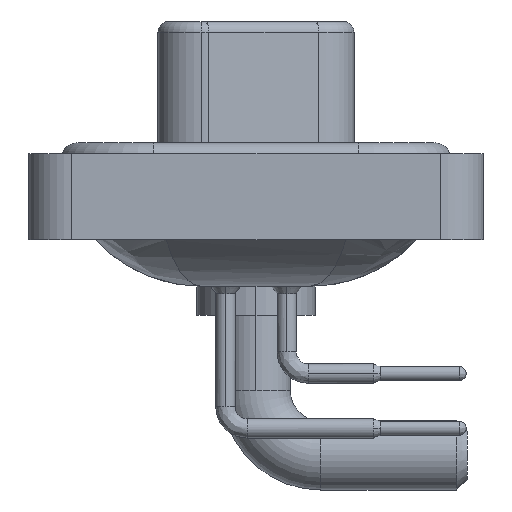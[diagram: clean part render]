
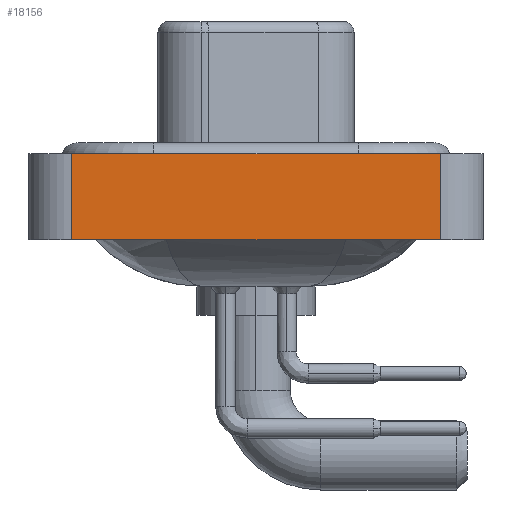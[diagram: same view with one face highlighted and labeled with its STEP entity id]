
A CAD part, left-side view. The second image highlights one B-rep face of the part: STEP entity #18156.
In plain terms, the highlighted planar face has unit normal (-1, 0, 0).
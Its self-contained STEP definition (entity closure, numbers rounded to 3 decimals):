
#1049 = ORIENTED_EDGE ( 'NONE', *, *, #13681, .T. ) ;
#1201 = CARTESIAN_POINT ( 'NONE',  ( -7.35, 8.55, 0.4 ) ) ;
#3122 = VECTOR ( 'NONE', #8565, 1000. ) ;
#3632 = CARTESIAN_POINT ( 'NONE',  ( -7.35, -8.55, -3.6 ) ) ;
#3916 = EDGE_LOOP ( 'NONE', ( #15390, #24022, #6563, #1049 ) ) ;
#6033 = DIRECTION ( 'NONE',  ( 0., -1., 0. ) ) ;
#6563 = ORIENTED_EDGE ( 'NONE', *, *, #10427, .F. ) ;
#7602 = VECTOR ( 'NONE', #16478, 1000. ) ;
#7740 = PLANE ( 'NONE',  #21837 ) ;
#8565 = DIRECTION ( 'NONE',  ( 0., 0., 1. ) ) ;
#9830 = VERTEX_POINT ( 'NONE', #14306 ) ;
#10427 = EDGE_CURVE ( 'NONE', #19771, #14120, #19061, .T. ) ;
#11926 = EDGE_CURVE ( 'NONE', #14120, #9830, #20971, .T. ) ;
#11944 = FACE_OUTER_BOUND ( 'NONE', #3916, .T. ) ;
#12463 = LINE ( 'NONE', #3632, #3122 ) ;
#13310 = CARTESIAN_POINT ( 'NONE',  ( -7.35, -8.55, -3.6 ) ) ;
#13681 = EDGE_CURVE ( 'NONE', #19771, #25970, #26558, .T. ) ;
#14120 = VERTEX_POINT ( 'NONE', #1201 ) ;
#14306 = CARTESIAN_POINT ( 'NONE',  ( -7.35, -8.55, 0.4 ) ) ;
#14881 = CARTESIAN_POINT ( 'NONE',  ( -7.35, -8.55, -3.6 ) ) ;
#15390 = ORIENTED_EDGE ( 'NONE', *, *, #28593, .T. ) ;
#16478 = DIRECTION ( 'NONE',  ( 0., -1., 0. ) ) ;
#17303 = VECTOR ( 'NONE', #6033, 1000. ) ;
#17558 = VECTOR ( 'NONE', #23716, 1000. ) ;
#18156 = ADVANCED_FACE ( 'NONE', ( #11944 ), #7740, .T. ) ;
#18730 = CARTESIAN_POINT ( 'NONE',  ( -7.35, -8.55, 0.4 ) ) ;
#19061 = LINE ( 'NONE', #25950, #17558 ) ;
#19771 = VERTEX_POINT ( 'NONE', #20915 ) ;
#20915 = CARTESIAN_POINT ( 'NONE',  ( -7.35, 8.55, -3.6 ) ) ;
#20971 = LINE ( 'NONE', #18730, #7602 ) ;
#21077 = DIRECTION ( 'NONE',  ( 0., 0., 1. ) ) ;
#21837 = AXIS2_PLACEMENT_3D ( 'NONE', #28407, #26030, #21077 ) ;
#23716 = DIRECTION ( 'NONE',  ( 0., 0., 1. ) ) ;
#24022 = ORIENTED_EDGE ( 'NONE', *, *, #11926, .F. ) ;
#25950 = CARTESIAN_POINT ( 'NONE',  ( -7.35, 8.55, -3.6 ) ) ;
#25970 = VERTEX_POINT ( 'NONE', #13310 ) ;
#26030 = DIRECTION ( 'NONE',  ( -1., 0., 0. ) ) ;
#26558 = LINE ( 'NONE', #14881, #17303 ) ;
#28407 = CARTESIAN_POINT ( 'NONE',  ( -7.35, -8.55, -3.6 ) ) ;
#28593 = EDGE_CURVE ( 'NONE', #25970, #9830, #12463, .T. ) ;
